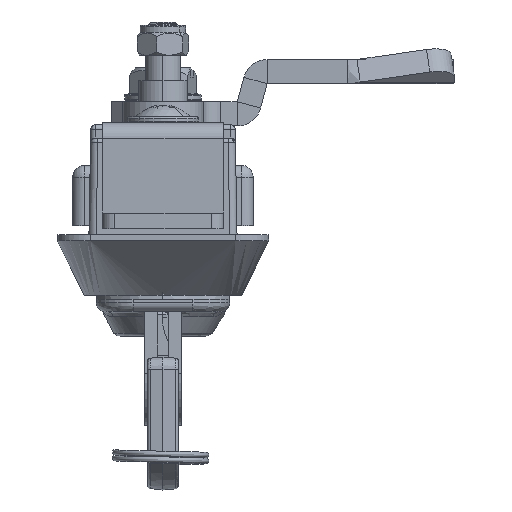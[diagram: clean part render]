
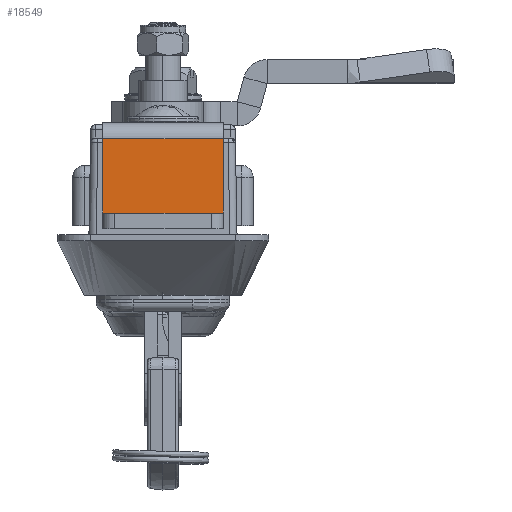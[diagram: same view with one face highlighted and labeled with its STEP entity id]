
A CAD part, left-side view. The second image highlights one B-rep face of the part: STEP entity #18549.
In plain terms, the highlighted planar face has unit normal (-1, 0, 0).
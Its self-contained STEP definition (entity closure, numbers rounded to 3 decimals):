
#1162 = VECTOR ( 'NONE', #8130, 1000. ) ;
#1556 = DIRECTION ( 'NONE',  ( 0., 0., 1. ) ) ;
#1584 = VECTOR ( 'NONE', #8768, 1000. ) ;
#2196 = ORIENTED_EDGE ( 'NONE', *, *, #19128, .T. ) ;
#4433 = VERTEX_POINT ( 'NONE', #9652 ) ;
#5816 = VERTEX_POINT ( 'NONE', #10556 ) ;
#8130 = DIRECTION ( 'NONE',  ( 0., 1., 0. ) ) ;
#8768 = DIRECTION ( 'NONE',  ( 0., 0., 1. ) ) ;
#8981 = VECTOR ( 'NONE', #1556, 1000. ) ;
#9028 = LINE ( 'NONE', #19559, #8981 ) ;
#9652 = CARTESIAN_POINT ( 'NONE',  ( -77.7, -40., 15.9 ) ) ;
#10556 = CARTESIAN_POINT ( 'NONE',  ( -77.7, -60., 15.9 ) ) ;
#11326 = CARTESIAN_POINT ( 'NONE',  ( -77.7, -40., 3.6 ) ) ;
#11610 = EDGE_CURVE ( 'NONE', #21104, #4433, #9028, .T. ) ;
#11661 = DIRECTION ( 'NONE',  ( -1., 0., 0. ) ) ;
#11827 = DIRECTION ( 'NONE',  ( 0., -1., 0. ) ) ;
#12248 = EDGE_CURVE ( 'NONE', #33780, #5816, #30198, .T. ) ;
#16059 = AXIS2_PLACEMENT_3D ( 'NONE', #24790, #11661, #11827 ) ;
#18549 = ADVANCED_FACE ( 'NONE', ( #24955 ), #27728, .T. ) ;
#19128 = EDGE_CURVE ( 'NONE', #5816, #4433, #31822, .T. ) ;
#19476 = CARTESIAN_POINT ( 'NONE',  ( -77.7, -60., 3.6 ) ) ;
#19559 = CARTESIAN_POINT ( 'NONE',  ( -77.7, -40., 3.5 ) ) ;
#20087 = EDGE_LOOP ( 'NONE', ( #20658, #29173, #20761, #2196 ) ) ;
#20658 = ORIENTED_EDGE ( 'NONE', *, *, #11610, .F. ) ;
#20761 = ORIENTED_EDGE ( 'NONE', *, *, #12248, .T. ) ;
#21087 = DIRECTION ( 'NONE',  ( 0., 1., 0. ) ) ;
#21104 = VERTEX_POINT ( 'NONE', #11326 ) ;
#24659 = CARTESIAN_POINT ( 'NONE',  ( -77.7, -60., 3.5 ) ) ;
#24790 = CARTESIAN_POINT ( 'NONE',  ( -77.7, -60., 3.5 ) ) ;
#24955 = FACE_OUTER_BOUND ( 'NONE', #20087, .T. ) ;
#25601 = VECTOR ( 'NONE', #21087, 1000. ) ;
#27121 = LINE ( 'NONE', #19476, #25601 ) ;
#27728 = PLANE ( 'NONE',  #16059 ) ;
#28718 = CARTESIAN_POINT ( 'NONE',  ( -77.7, -60., 15.9 ) ) ;
#29173 = ORIENTED_EDGE ( 'NONE', *, *, #30240, .F. ) ;
#30198 = LINE ( 'NONE', #24659, #1584 ) ;
#30240 = EDGE_CURVE ( 'NONE', #33780, #21104, #27121, .T. ) ;
#31822 = LINE ( 'NONE', #28718, #1162 ) ;
#32579 = CARTESIAN_POINT ( 'NONE',  ( -77.7, -60., 3.6 ) ) ;
#33780 = VERTEX_POINT ( 'NONE', #32579 ) ;
